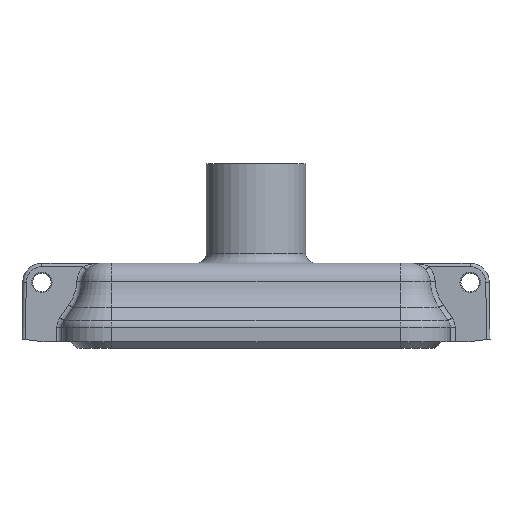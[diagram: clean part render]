
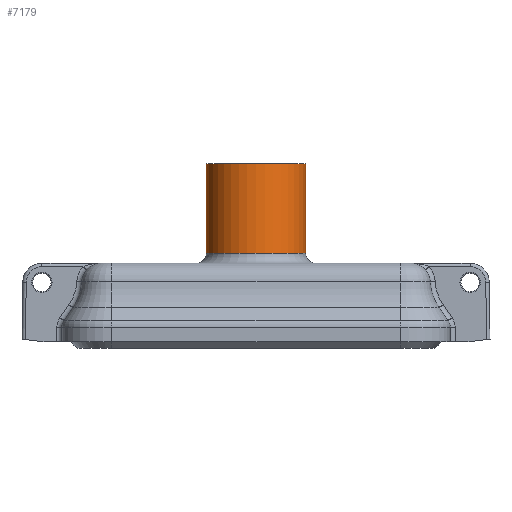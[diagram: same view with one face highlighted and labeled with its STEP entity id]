
A CAD part, front view. The second image highlights one B-rep face of the part: STEP entity #7179.
In plain terms, the highlighted cylindrical face has radius 10 mm (diameter 20 mm), a partial arc.
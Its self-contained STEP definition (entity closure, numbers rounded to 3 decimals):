
#373 = DIRECTION ( 'NONE',  ( -1., 0., 0. ) ) ;
#377 = CIRCLE ( 'NONE', #3271, 10. ) ;
#1091 = ORIENTED_EDGE ( 'NONE', *, *, #5693, .T. ) ;
#1537 = ORIENTED_EDGE ( 'NONE', *, *, #9170, .F. ) ;
#1832 = CARTESIAN_POINT ( 'NONE',  ( -33., -37., 50.75 ) ) ;
#1834 = EDGE_LOOP ( 'NONE', ( #7353, #1537, #7868, #1091 ) ) ;
#2010 = CARTESIAN_POINT ( 'NONE',  ( -33., -37., 68.75 ) ) ;
#2491 = CARTESIAN_POINT ( 'NONE',  ( -43., -37., 68.75 ) ) ;
#2502 = DIRECTION ( 'NONE',  ( 0., 0., -1. ) ) ;
#2991 = CARTESIAN_POINT ( 'NONE',  ( -43., -37., 50.75 ) ) ;
#3271 = AXIS2_PLACEMENT_3D ( 'NONE', #2010, #4911, #7113 ) ;
#3895 = VERTEX_POINT ( 'NONE', #7078 ) ;
#3951 = LINE ( 'NONE', #4939, #7465 ) ;
#4152 = VERTEX_POINT ( 'NONE', #5258 ) ;
#4201 = AXIS2_PLACEMENT_3D ( 'NONE', #1832, #7608, #4749 ) ;
#4316 = EDGE_CURVE ( 'NONE', #4152, #4577, #7024, .T. ) ;
#4339 = FACE_OUTER_BOUND ( 'NONE', #1834, .T. ) ;
#4577 = VERTEX_POINT ( 'NONE', #2991 ) ;
#4749 = DIRECTION ( 'NONE',  ( -1., 0., 0. ) ) ;
#4757 = CARTESIAN_POINT ( 'NONE',  ( -33., -37., 68.75 ) ) ;
#4911 = DIRECTION ( 'NONE',  ( 0., 0., 1. ) ) ;
#4939 = CARTESIAN_POINT ( 'NONE',  ( -23., -37., 68.75 ) ) ;
#5018 = CYLINDRICAL_SURFACE ( 'NONE', #6356, 10. ) ;
#5033 = DIRECTION ( 'NONE',  ( 0., 0., -1. ) ) ;
#5058 = EDGE_CURVE ( 'NONE', #9293, #3895, #3951, .T. ) ;
#5258 = CARTESIAN_POINT ( 'NONE',  ( -43., -37., 68.75 ) ) ;
#5693 = EDGE_CURVE ( 'NONE', #4577, #3895, #6087, .T. ) ;
#5780 = CARTESIAN_POINT ( 'NONE',  ( -23., -37., 68.75 ) ) ;
#6015 = VECTOR ( 'NONE', #9048, 1000. ) ;
#6087 = CIRCLE ( 'NONE', #4201, 10. ) ;
#6356 = AXIS2_PLACEMENT_3D ( 'NONE', #4757, #2502, #373 ) ;
#7024 = LINE ( 'NONE', #2491, #6015 ) ;
#7078 = CARTESIAN_POINT ( 'NONE',  ( -23., -37., 50.75 ) ) ;
#7113 = DIRECTION ( 'NONE',  ( 1., 0., 0. ) ) ;
#7179 = ADVANCED_FACE ( 'NONE', ( #4339 ), #5018, .T. ) ;
#7353 = ORIENTED_EDGE ( 'NONE', *, *, #5058, .F. ) ;
#7465 = VECTOR ( 'NONE', #5033, 1000. ) ;
#7608 = DIRECTION ( 'NONE',  ( 0., 0., 1. ) ) ;
#7868 = ORIENTED_EDGE ( 'NONE', *, *, #4316, .T. ) ;
#9048 = DIRECTION ( 'NONE',  ( 0., 0., -1. ) ) ;
#9170 = EDGE_CURVE ( 'NONE', #4152, #9293, #377, .T. ) ;
#9293 = VERTEX_POINT ( 'NONE', #5780 ) ;
